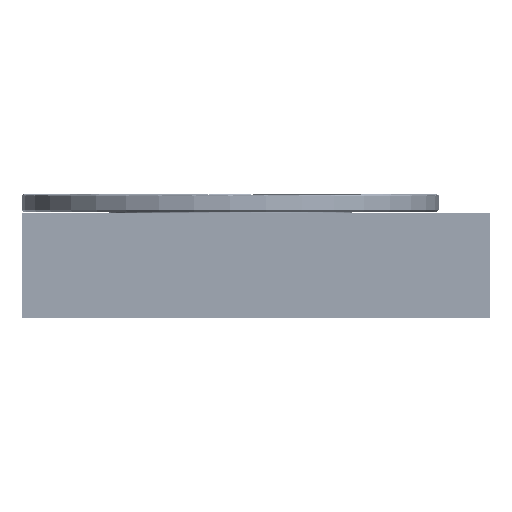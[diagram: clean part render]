
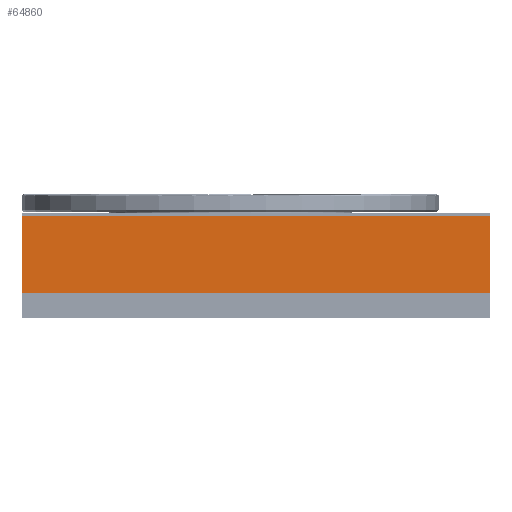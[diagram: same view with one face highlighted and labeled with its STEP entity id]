
A CAD part, left-side view. The second image highlights one B-rep face of the part: STEP entity #64860.
In plain terms, the highlighted planar face has unit normal (-1, 0, 0).
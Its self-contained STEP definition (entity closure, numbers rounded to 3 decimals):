
#3643 = ORIENTED_EDGE ( 'NONE', *, *, #156464, .T. ) ;
#4004 = ORIENTED_EDGE ( 'NONE', *, *, #77952, .T. ) ;
#13608 = CARTESIAN_POINT ( 'NONE',  ( -227.998, 173.856, 365.5 ) ) ;
#19564 = LINE ( 'NONE', #149618, #84932 ) ;
#24435 = DIRECTION ( 'NONE',  ( 1., 0., 0. ) ) ;
#27534 = AXIS2_PLACEMENT_3D ( 'NONE', #164925, #24435, #81007 ) ;
#29117 = LINE ( 'NONE', #86628, #66905 ) ;
#46409 = VERTEX_POINT ( 'NONE', #112037 ) ;
#50252 = EDGE_CURVE ( 'NONE', #46409, #158323, #174979, .T. ) ;
#51807 = PLANE ( 'NONE',  #27534 ) ;
#58990 = VECTOR ( 'NONE', #153297, 1000. ) ;
#60032 = ORIENTED_EDGE ( 'NONE', *, *, #184042, .F. ) ;
#64860 = ADVANCED_FACE ( 'NONE', ( #107442 ), #51807, .F. ) ;
#65049 = VECTOR ( 'NONE', #99606, 1000. ) ;
#66905 = VECTOR ( 'NONE', #156378, 1000. ) ;
#70321 = CARTESIAN_POINT ( 'NONE',  ( -227.998, -163.144, 310.5 ) ) ;
#77952 = EDGE_CURVE ( 'NONE', #117956, #185200, #19564, .T. ) ;
#81007 = DIRECTION ( 'NONE',  ( 0., 1., 0. ) ) ;
#81622 = EDGE_LOOP ( 'NONE', ( #3643, #160620, #60032, #4004 ) ) ;
#84932 = VECTOR ( 'NONE', #151449, 1000. ) ;
#86628 = CARTESIAN_POINT ( 'NONE',  ( -227.998, -126.144, 310.5 ) ) ;
#99606 = DIRECTION ( 'NONE',  ( 0., 0., -1. ) ) ;
#103334 = CARTESIAN_POINT ( 'NONE',  ( -227.998, -163.144, 365.5 ) ) ;
#107442 = FACE_OUTER_BOUND ( 'NONE', #81622, .T. ) ;
#112037 = CARTESIAN_POINT ( 'NONE',  ( -227.998, -163.144, 365.5 ) ) ;
#117956 = VERTEX_POINT ( 'NONE', #13608 ) ;
#127809 = CARTESIAN_POINT ( 'NONE',  ( -227.998, -126.144, 365.5 ) ) ;
#138667 = CARTESIAN_POINT ( 'NONE',  ( -227.998, 173.856, 310.5 ) ) ;
#139149 = LINE ( 'NONE', #127809, #58990 ) ;
#149618 = CARTESIAN_POINT ( 'NONE',  ( -227.998, 173.856, 365.5 ) ) ;
#151449 = DIRECTION ( 'NONE',  ( 0., 0., -1. ) ) ;
#153297 = DIRECTION ( 'NONE',  ( 0., -1., 0. ) ) ;
#156378 = DIRECTION ( 'NONE',  ( 0., -1., 0. ) ) ;
#156464 = EDGE_CURVE ( 'NONE', #185200, #158323, #29117, .T. ) ;
#158323 = VERTEX_POINT ( 'NONE', #70321 ) ;
#160620 = ORIENTED_EDGE ( 'NONE', *, *, #50252, .F. ) ;
#164925 = CARTESIAN_POINT ( 'NONE',  ( -227.998, -126.144, 365.5 ) ) ;
#174979 = LINE ( 'NONE', #103334, #65049 ) ;
#184042 = EDGE_CURVE ( 'NONE', #117956, #46409, #139149, .T. ) ;
#185200 = VERTEX_POINT ( 'NONE', #138667 ) ;
